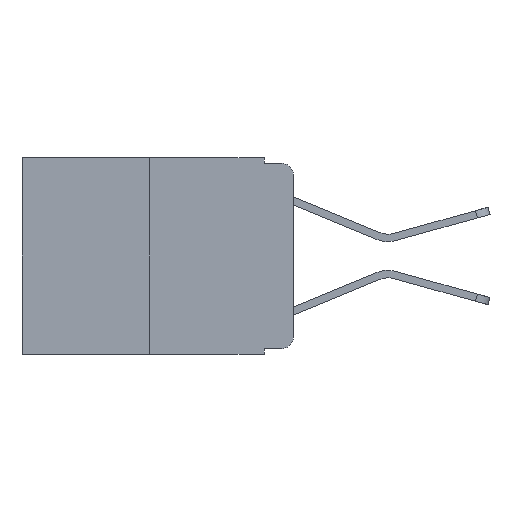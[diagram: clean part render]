
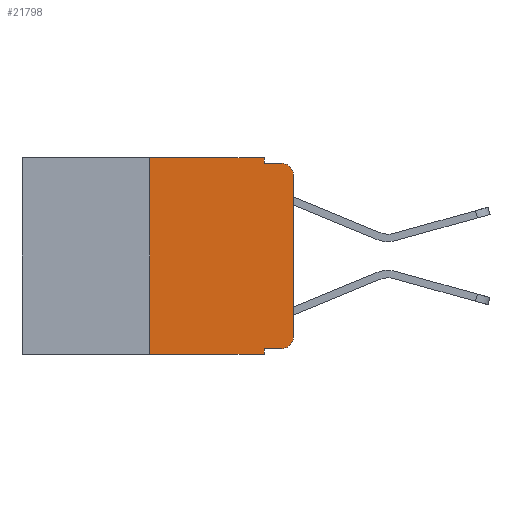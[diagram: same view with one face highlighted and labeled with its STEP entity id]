
A CAD part, left-side view. The second image highlights one B-rep face of the part: STEP entity #21798.
In plain terms, the highlighted planar face has unit normal (-1, 0, 0).
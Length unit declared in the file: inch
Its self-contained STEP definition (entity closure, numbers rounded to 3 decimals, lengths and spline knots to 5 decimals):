
#525 = EDGE_CURVE ( 'NONE', #9380, #23535, #14212, .T. ) ;
#897 = VERTEX_POINT ( 'NONE', #14347 ) ;
#976 = EDGE_CURVE ( 'NONE', #15969, #2856, #15327, .T. ) ;
#1009 = VERTEX_POINT ( 'NONE', #4896 ) ;
#1382 = DIRECTION ( 'NONE',  ( 0., 0., -1. ) ) ;
#1485 = ORIENTED_EDGE ( 'NONE', *, *, #13244, .T. ) ;
#1491 = VECTOR ( 'NONE', #1970, 39.37008 ) ;
#1736 = DIRECTION ( 'NONE',  ( 0., 0., -1. ) ) ;
#1970 = DIRECTION ( 'NONE',  ( 0., 0., 1. ) ) ;
#2585 = LINE ( 'NONE', #23841, #16900 ) ;
#2734 = EDGE_CURVE ( 'NONE', #3797, #1009, #2983, .T. ) ;
#2856 = VERTEX_POINT ( 'NONE', #23079 ) ;
#2983 = LINE ( 'NONE', #19639, #8145 ) ;
#3228 = DIRECTION ( 'NONE',  ( 0., 0., -1. ) ) ;
#3485 = CARTESIAN_POINT ( 'NONE',  ( 0., 0.051, -0.333 ) ) ;
#3724 = VECTOR ( 'NONE', #23848, 39.37008 ) ;
#3797 = VERTEX_POINT ( 'NONE', #3485 ) ;
#4896 = CARTESIAN_POINT ( 'NONE',  ( 0., 0.02, -0.333 ) ) ;
#5334 = CARTESIAN_POINT ( 'NONE',  ( 0., 0.473, 0. ) ) ;
#5552 = DIRECTION ( 'NONE',  ( 0., -1., 0. ) ) ;
#5749 = CARTESIAN_POINT ( 'NONE',  ( 0., 0., 0. ) ) ;
#5855 = ORIENTED_EDGE ( 'NONE', *, *, #21236, .T. ) ;
#6341 = LINE ( 'NONE', #5334, #15488 ) ;
#6976 = DIRECTION ( 'NONE',  ( 0., -1., 0. ) ) ;
#7527 = CARTESIAN_POINT ( 'NONE',  ( 0., 0.02, -0.03 ) ) ;
#7634 = ORIENTED_EDGE ( 'NONE', *, *, #976, .F. ) ;
#8126 = CARTESIAN_POINT ( 'NONE',  ( 0., 0.02, -0.313 ) ) ;
#8145 = VECTOR ( 'NONE', #5552, 39.37008 ) ;
#8672 = CARTESIAN_POINT ( 'NONE',  ( 0., 0.473, -0.343 ) ) ;
#8817 = VECTOR ( 'NONE', #16748, 39.37008 ) ;
#9361 = CIRCLE ( 'NONE', #23423, 0.02 ) ;
#9369 = DIRECTION ( 'NONE',  ( 0., 0., -1. ) ) ;
#9380 = VERTEX_POINT ( 'NONE', #13742 ) ;
#9438 = CARTESIAN_POINT ( 'NONE',  ( 0., 0.051, -0.01 ) ) ;
#9941 = ORIENTED_EDGE ( 'NONE', *, *, #19381, .F. ) ;
#9975 = DIRECTION ( 'NONE',  ( 0., 0., -1. ) ) ;
#11081 = ORIENTED_EDGE ( 'NONE', *, *, #2734, .T. ) ;
#11649 = LINE ( 'NONE', #18645, #1491 ) ;
#12370 = EDGE_CURVE ( 'NONE', #2856, #14245, #15389, .T. ) ;
#12714 = DIRECTION ( 'NONE',  ( 0., -1., 0. ) ) ;
#12771 = DIRECTION ( 'NONE',  ( 1., 0., 0. ) ) ;
#13130 = EDGE_CURVE ( 'NONE', #9380, #18835, #11649, .T. ) ;
#13244 = EDGE_CURVE ( 'NONE', #1009, #18646, #9361, .T. ) ;
#13286 = CARTESIAN_POINT ( 'NONE',  ( 0., 0.25, 0. ) ) ;
#13629 = ORIENTED_EDGE ( 'NONE', *, *, #13130, .F. ) ;
#13742 = CARTESIAN_POINT ( 'NONE',  ( 0., 0.25, -0.343 ) ) ;
#14212 = LINE ( 'NONE', #8672, #23189 ) ;
#14245 = VERTEX_POINT ( 'NONE', #16890 ) ;
#14347 = CARTESIAN_POINT ( 'NONE',  ( 0., 0., -0.03 ) ) ;
#14481 = ORIENTED_EDGE ( 'NONE', *, *, #21927, .T. ) ;
#15327 = LINE ( 'NONE', #16424, #18987 ) ;
#15389 = LINE ( 'NONE', #9438, #3724 ) ;
#15488 = VECTOR ( 'NONE', #12714, 39.37008 ) ;
#15679 = CIRCLE ( 'NONE', #22068, 0.02 ) ;
#15969 = VERTEX_POINT ( 'NONE', #16826 ) ;
#16186 = ORIENTED_EDGE ( 'NONE', *, *, #12370, .F. ) ;
#16345 = PLANE ( 'NONE',  #18802 ) ;
#16387 = CARTESIAN_POINT ( 'NONE',  ( 0., 0., -0.313 ) ) ;
#16424 = CARTESIAN_POINT ( 'NONE',  ( 0., 0.051, 0. ) ) ;
#16748 = DIRECTION ( 'NONE',  ( 0., 0., 1. ) ) ;
#16826 = CARTESIAN_POINT ( 'NONE',  ( 0., 0.051, 0. ) ) ;
#16890 = CARTESIAN_POINT ( 'NONE',  ( 0., 0.02, -0.01 ) ) ;
#16900 = VECTOR ( 'NONE', #1736, 39.37008 ) ;
#17334 = ORIENTED_EDGE ( 'NONE', *, *, #19258, .F. ) ;
#17655 = FACE_OUTER_BOUND ( 'NONE', #18396, .T. ) ;
#18190 = CARTESIAN_POINT ( 'NONE',  ( 0., 0.473, 0. ) ) ;
#18396 = EDGE_LOOP ( 'NONE', ( #14481, #5855, #16186, #7634, #17334, #13629, #19005, #9941, #11081, #1485 ) ) ;
#18645 = CARTESIAN_POINT ( 'NONE',  ( 0., 0.25, 0. ) ) ;
#18646 = VERTEX_POINT ( 'NONE', #16387 ) ;
#18802 = AXIS2_PLACEMENT_3D ( 'NONE', #18190, #12771, #1382 ) ;
#18835 = VERTEX_POINT ( 'NONE', #13286 ) ;
#18987 = VECTOR ( 'NONE', #3228, 39.37008 ) ;
#19005 = ORIENTED_EDGE ( 'NONE', *, *, #525, .T. ) ;
#19258 = EDGE_CURVE ( 'NONE', #18835, #15969, #6341, .T. ) ;
#19381 = EDGE_CURVE ( 'NONE', #3797, #23535, #2585, .T. ) ;
#19639 = CARTESIAN_POINT ( 'NONE',  ( 0., 0.051, -0.333 ) ) ;
#20181 = DIRECTION ( 'NONE',  ( -1., 0., 0. ) ) ;
#20759 = DIRECTION ( 'NONE',  ( -1., 0., 0. ) ) ;
#21236 = EDGE_CURVE ( 'NONE', #897, #14245, #15679, .T. ) ;
#21778 = CARTESIAN_POINT ( 'NONE',  ( 0., 0.051, -0.343 ) ) ;
#21798 = ADVANCED_FACE ( 'NONE', ( #17655 ), #16345, .F. ) ;
#21927 = EDGE_CURVE ( 'NONE', #18646, #897, #23200, .T. ) ;
#22068 = AXIS2_PLACEMENT_3D ( 'NONE', #7527, #20181, #9369 ) ;
#23079 = CARTESIAN_POINT ( 'NONE',  ( 0., 0.051, -0.01 ) ) ;
#23189 = VECTOR ( 'NONE', #6976, 39.37008 ) ;
#23200 = LINE ( 'NONE', #5749, #8817 ) ;
#23423 = AXIS2_PLACEMENT_3D ( 'NONE', #8126, #20759, #9975 ) ;
#23535 = VERTEX_POINT ( 'NONE', #21778 ) ;
#23841 = CARTESIAN_POINT ( 'NONE',  ( 0., 0.051, 0. ) ) ;
#23848 = DIRECTION ( 'NONE',  ( 0., -1., 0. ) ) ;
